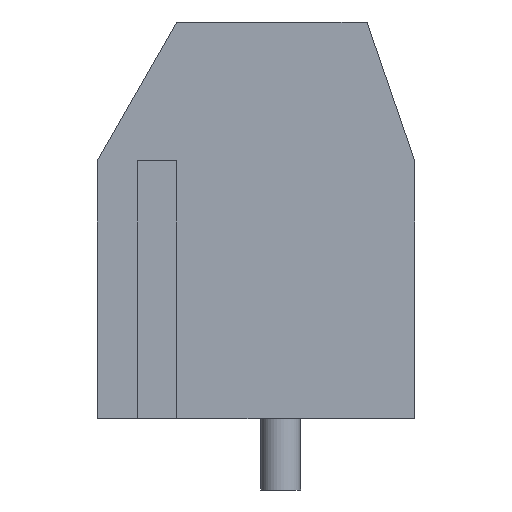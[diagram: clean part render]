
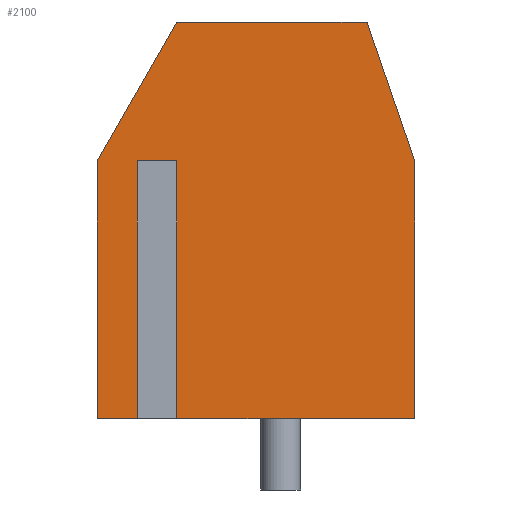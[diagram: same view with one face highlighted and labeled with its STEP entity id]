
A CAD part, left-side view. The second image highlights one B-rep face of the part: STEP entity #2100.
In plain terms, the highlighted planar face has unit normal (-1, 0, 0).
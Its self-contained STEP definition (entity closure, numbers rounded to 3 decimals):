
#1840=CARTESIAN_POINT('',(-5.0,-4.0,-5.0));
#1841=VERTEX_POINT('',#1840);
#1848=CARTESIAN_POINT('',(-5.0,2.1,-5.0));
#1849=VERTEX_POINT('',#1848);
#1850=CARTESIAN_POINT('',(-5.0,2.1,-5.0));
#1851=DIRECTION('',(0.0,-1.0,0.0));
#1852=VECTOR('',#1851,6.1);
#1853=LINE('',#1850,#1852);
#1854=EDGE_CURVE('',#1849,#1841,#1853,.T.);
#1872=CARTESIAN_POINT('',(-5.0,2.9,-5.0));
#1873=VERTEX_POINT('',#1872);
#1880=CARTESIAN_POINT('',(-5.0,4.0,-5.0));
#1881=VERTEX_POINT('',#1880);
#1882=CARTESIAN_POINT('',(-5.0,4.0,-5.0));
#1883=DIRECTION('',(0.0,-1.0,0.0));
#1884=VECTOR('',#1883,1.1);
#1885=LINE('',#1882,#1884);
#1886=EDGE_CURVE('',#1881,#1873,#1885,.T.);
#1959=CARTESIAN_POINT('',(-5.0,2.1,1.5));
#1960=VERTEX_POINT('',#1959);
#1976=CARTESIAN_POINT('',(-5.0,2.1,1.5));
#1977=DIRECTION('',(0.0,0.0,-1.0));
#1978=VECTOR('',#1977,6.5);
#1979=LINE('',#1976,#1978);
#1980=EDGE_CURVE('',#1960,#1849,#1979,.T.);
#2014=CARTESIAN_POINT('',(-5.0,2.9,1.5));
#2015=VERTEX_POINT('',#2014);
#2022=CARTESIAN_POINT('',(-5.0,2.9,-5.0));
#2023=DIRECTION('',(0.0,0.0,1.0));
#2024=VECTOR('',#2023,6.5);
#2025=LINE('',#2022,#2024);
#2026=EDGE_CURVE('',#1873,#2015,#2025,.T.);
#2038=CARTESIAN_POINT('',(-5.0,2.9,1.5));
#2039=DIRECTION('',(0.0,-1.0,0.0));
#2040=VECTOR('',#2039,0.8);
#2041=LINE('',#2038,#2040);
#2042=EDGE_CURVE('',#2015,#1960,#2041,.T.);
#2050=CARTESIAN_POINT('',(-5.0,-4.0,0.0));
#2051=DIRECTION('',(-1.0,0.0,0.0));
#2052=DIRECTION('',(0.0,0.0,1.0));
#2053=AXIS2_PLACEMENT_3D('',#2050,#2051,#2052);
#2054=PLANE('',#2053);
#2055=ORIENTED_EDGE('',*,*,#2026,.T.);
#2056=ORIENTED_EDGE('',*,*,#2042,.T.);
#2057=ORIENTED_EDGE('',*,*,#1980,.T.);
#2058=ORIENTED_EDGE('',*,*,#1854,.T.);
#2059=CARTESIAN_POINT('',(-5.0,-4.0,1.5));
#2060=VERTEX_POINT('',#2059);
#2061=CARTESIAN_POINT('',(-5.0,-4.0,1.5));
#2062=DIRECTION('',(0.0,0.0,-1.0));
#2063=VECTOR('',#2062,6.5);
#2064=LINE('',#2061,#2063);
#2065=EDGE_CURVE('',#2060,#1841,#2064,.T.);
#2066=ORIENTED_EDGE('',*,*,#2065,.F.);
#2067=CARTESIAN_POINT('',(-5.0,-2.8,5.0));
#2068=VERTEX_POINT('',#2067);
#2069=CARTESIAN_POINT('',(-5.0,-4.0,1.5));
#2070=DIRECTION('',(0.0,0.324,0.946));
#2071=VECTOR('',#2070,3.7);
#2072=LINE('',#2069,#2071);
#2073=EDGE_CURVE('',#2060,#2068,#2072,.T.);
#2074=ORIENTED_EDGE('',*,*,#2073,.T.);
#2075=CARTESIAN_POINT('',(-5.0,2.,5.0));
#2076=VERTEX_POINT('',#2075);
#2077=CARTESIAN_POINT('',(-5.0,-2.8,5.0));
#2078=DIRECTION('',(0.0,1.0,0.0));
#2079=VECTOR('',#2078,4.8);
#2080=LINE('',#2077,#2079);
#2081=EDGE_CURVE('',#2068,#2076,#2080,.T.);
#2082=ORIENTED_EDGE('',*,*,#2081,.T.);
#2083=CARTESIAN_POINT('',(-5.0,4.0,1.5));
#2084=VERTEX_POINT('',#2083);
#2085=CARTESIAN_POINT('',(-5.0,2.,5.));
#2086=DIRECTION('',(0.0,0.496,-0.868));
#2087=VECTOR('',#2086,4.031);
#2088=LINE('',#2085,#2087);
#2089=EDGE_CURVE('',#2076,#2084,#2088,.T.);
#2090=ORIENTED_EDGE('',*,*,#2089,.T.);
#2091=CARTESIAN_POINT('',(-5.0,4.0,-5.0));
#2092=DIRECTION('',(0.0,0.0,1.0));
#2093=VECTOR('',#2092,6.5);
#2094=LINE('',#2091,#2093);
#2095=EDGE_CURVE('',#1881,#2084,#2094,.T.);
#2096=ORIENTED_EDGE('',*,*,#2095,.F.);
#2097=ORIENTED_EDGE('',*,*,#1886,.T.);
#2098=EDGE_LOOP('',(#2055,#2056,#2057,#2058,#2066,#2074,#2082,#2090,#2096,#2097));
#2099=FACE_OUTER_BOUND('',#2098,.T.);
#2100=ADVANCED_FACE('',(#2099),#2054,.T.);
